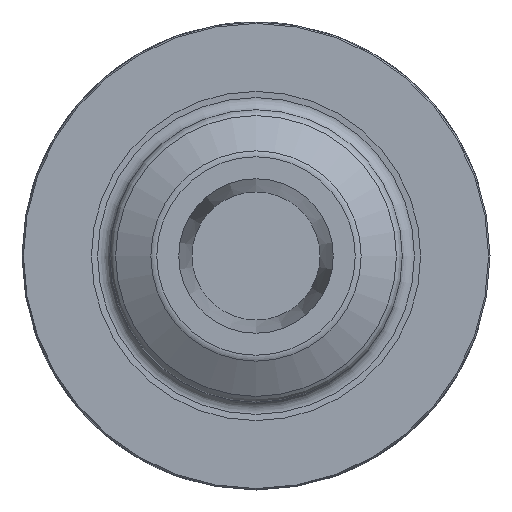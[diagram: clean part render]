
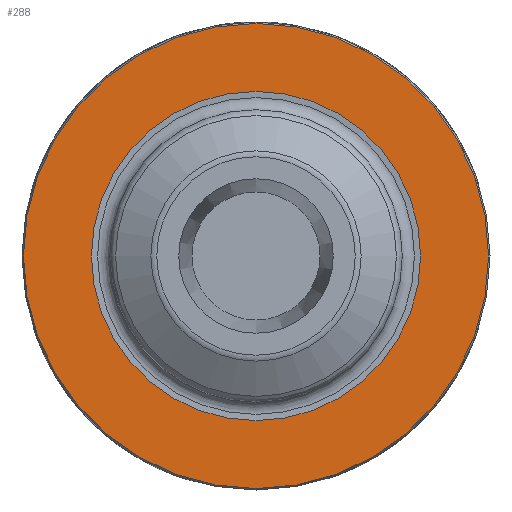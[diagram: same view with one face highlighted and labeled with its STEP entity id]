
A CAD part, left-side view. The second image highlights one B-rep face of the part: STEP entity #288.
In plain terms, the highlighted planar face has unit normal (-1, 0, 0).
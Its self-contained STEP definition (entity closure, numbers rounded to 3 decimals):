
#153=PLANE('',#1070);
#193=CIRCLE('',#988,39.75);
#209=CIRCLE('',#1049,28.13);
#288=ADVANCED_FACE('',(#360,#361),#153,.F.);
#360=FACE_BOUND('',#470,.T.);
#361=FACE_BOUND('',#471,.T.);
#470=EDGE_LOOP('',(#704));
#471=EDGE_LOOP('',(#705));
#704=ORIENTED_EDGE('',*,*,#914,.F.);
#705=ORIENTED_EDGE('',*,*,#848,.F.);
#752=VERTEX_POINT('',#2874);
#797=VERTEX_POINT('',#3474);
#848=EDGE_CURVE('',#752,#752,#193,.T.);
#914=EDGE_CURVE('',#797,#797,#209,.T.);
#988=AXIS2_PLACEMENT_3D('',#2873,#1106,#1107);
#1049=AXIS2_PLACEMENT_3D('',#3473,#1252,#1253);
#1070=AXIS2_PLACEMENT_3D('',#3505,#1294,#1295);
#1106=DIRECTION('',(1.,0.,0.));
#1107=DIRECTION('',(0.,0.,-1.));
#1252=DIRECTION('',(-1.,0.,0.));
#1253=DIRECTION('',(0.,0.,-1.));
#1294=DIRECTION('',(1.,0.,0.));
#1295=DIRECTION('',(0.,0.,-1.));
#2873=CARTESIAN_POINT('',(27.,0.,0.));
#2874=CARTESIAN_POINT('',(27.,0.,-39.75));
#3473=CARTESIAN_POINT('',(27.,0.,0.));
#3474=CARTESIAN_POINT('',(27.,0.,-28.13));
#3505=CARTESIAN_POINT('',(27.,39.75,0.));
